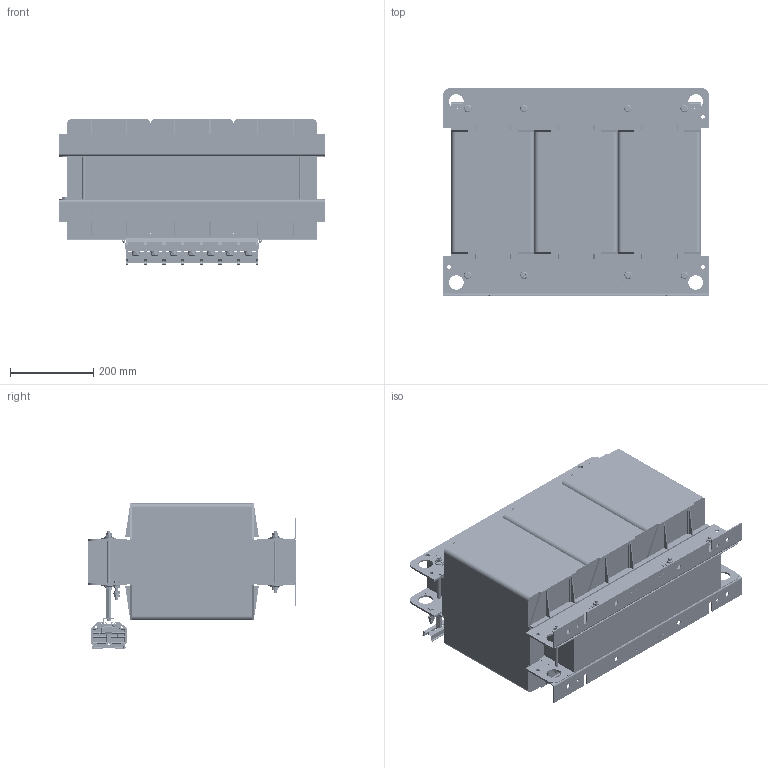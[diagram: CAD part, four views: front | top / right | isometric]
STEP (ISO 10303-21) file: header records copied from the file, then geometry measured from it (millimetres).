
FILE_DESCRIPTION(/* description */ (''),/* implementation_level */ '2;1');
FILE_NAME(/* name */ 'AUTW100.stp',/* time_stamp */ '2023-12-20T09:17:38+01:00',/* author */ ('ops'),/* organization */ (''),/* preprocessor_version */ 'ST-DEVELOPER v16.13',/* originating_system */ 'Autodesk Inventor 2018',/* authorisation */ '');
FILE_SCHEMA (('AUTOMOTIVE_DESIGN { 1 0 10303 214 3 1 1 }'));
Products named in the file (1): AUTW100
Bounding box: 640 x 500 x 349.45 mm (x, y, z)
Volume: 61756517.1 mm3; surface area: 5793591.3 mm2
Topology: 149 solids, 149 shells, 8568 faces, 22160 edges, 14216 vertices
Faces by surface type: plane 6328, cylinder 1517, cone 596, torus 123, sphere 4
Full cylindrical faces by diameter (mm): 3 x4, 3.5 x28, 3.92 x4, 4 x14, 4.5 x40, 4.8 x28, 4.85 x14, 5 x14, 5.2 x14, 6 x2, 6.4 x2, 6.42 x28, 6.5 x28, 6.647 x21, 8 x9, 8.376 x2, 8.4 x17, 8.5 x14, 8.88 x2, 9 x20, 9.85 x14, 10.5 x14, 11.25 x8, 11.5 x10, 11.7 x1, 12 x52, 12.25 x14, 13 x8, 16 x9, 18 x2
Entity records: 260629 total; most frequent: CARTESIAN_POINT 45853, ORIENTED_EDGE 42702, DIRECTION 41620, EDGE_CURVE 21351, LINE 17028, VECTOR 17028, VERTEX_POINT 14173, AXIS2_PLACEMENT_3D 12296
